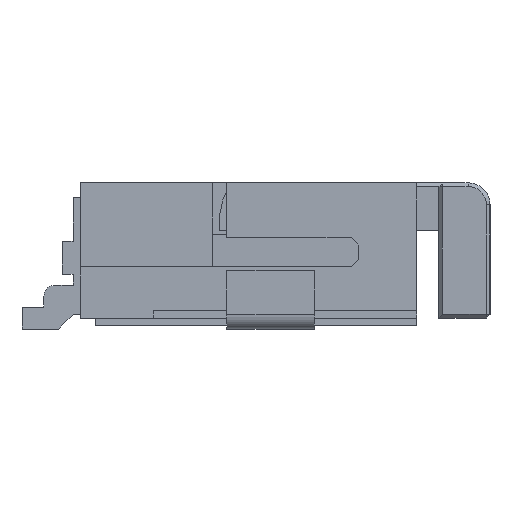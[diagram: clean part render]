
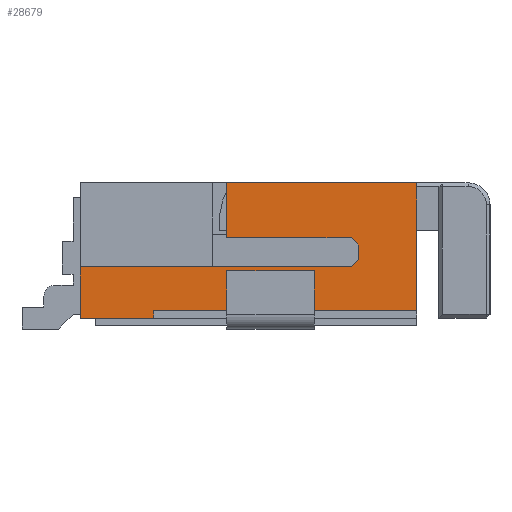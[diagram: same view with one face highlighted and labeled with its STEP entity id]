
A CAD part, left-side view. The second image highlights one B-rep face of the part: STEP entity #28679.
In plain terms, the highlighted planar face has unit normal (-1, 0, 0).
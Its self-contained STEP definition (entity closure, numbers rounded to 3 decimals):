
#717=FACE_OUTER_BOUND('',#2225,.T.);
#2225=EDGE_LOOP('',(#21352,#21353,#21354,#21355,#21356,#21357,#21358,#21359,
#21360,#21361,#21362,#21363));
#4880=LINE('',#41732,#8916);
#4885=LINE('',#41741,#8921);
#4889=LINE('',#41750,#8925);
#4893=LINE('',#41757,#8929);
#4894=LINE('',#41761,#8930);
#4897=LINE('',#41766,#8933);
#4899=LINE('',#41769,#8935);
#4900=LINE('',#41772,#8936);
#4902=LINE('',#41776,#8938);
#4929=LINE('',#41829,#8965);
#5112=LINE('',#42192,#9148);
#5113=LINE('',#42194,#9149);
#8916=VECTOR('',#33856,0.1);
#8921=VECTOR('',#33863,3.6);
#8925=VECTOR('',#33871,0.141);
#8929=VECTOR('',#33877,3.7);
#8930=VECTOR('',#33880,0.141);
#8933=VECTOR('',#33885,1.7);
#8935=VECTOR('',#33889,0.2);
#8936=VECTOR('',#33892,0.75);
#8938=VECTOR('',#33896,2.6);
#8965=VECTOR('',#33943,1.75);
#9148=VECTOR('',#34158,0.7);
#9149=VECTOR('',#34161,1.);
#12488=VERTEX_POINT('',#41728);
#12490=VERTEX_POINT('',#41731);
#12493=VERTEX_POINT('',#41739);
#12495=VERTEX_POINT('',#41747);
#12496=VERTEX_POINT('',#41749);
#12498=VERTEX_POINT('',#41755);
#12499=VERTEX_POINT('',#41759);
#12500=VERTEX_POINT('',#41760);
#12501=VERTEX_POINT('',#41765);
#12502=VERTEX_POINT('',#41771);
#12503=VERTEX_POINT('',#41775);
#12683=VERTEX_POINT('',#42190);
#15710=EDGE_CURVE('',#12490,#12488,#4880,.T.);
#15715=EDGE_CURVE('',#12488,#12493,#4885,.T.);
#15719=EDGE_CURVE('',#12495,#12496,#4889,.T.);
#15723=EDGE_CURVE('',#12498,#12495,#4893,.T.);
#15724=EDGE_CURVE('',#12499,#12500,#4894,.T.);
#15727=EDGE_CURVE('',#12500,#12501,#4897,.T.);
#15729=EDGE_CURVE('',#12496,#12499,#4899,.T.);
#15730=EDGE_CURVE('',#12501,#12502,#4900,.T.);
#15732=EDGE_CURVE('',#12502,#12503,#4902,.T.);
#15759=EDGE_CURVE('',#12493,#12503,#4929,.T.);
#15942=EDGE_CURVE('',#12683,#12498,#5112,.T.);
#15943=EDGE_CURVE('',#12683,#12490,#5113,.T.);
#21352=ORIENTED_EDGE('',*,*,#15759,.T.);
#21353=ORIENTED_EDGE('',*,*,#15732,.F.);
#21354=ORIENTED_EDGE('',*,*,#15730,.F.);
#21355=ORIENTED_EDGE('',*,*,#15727,.F.);
#21356=ORIENTED_EDGE('',*,*,#15724,.F.);
#21357=ORIENTED_EDGE('',*,*,#15729,.F.);
#21358=ORIENTED_EDGE('',*,*,#15719,.F.);
#21359=ORIENTED_EDGE('',*,*,#15723,.F.);
#21360=ORIENTED_EDGE('',*,*,#15942,.F.);
#21361=ORIENTED_EDGE('',*,*,#15943,.T.);
#21362=ORIENTED_EDGE('',*,*,#15710,.T.);
#21363=ORIENTED_EDGE('',*,*,#15715,.T.);
#26853=PLANE('',#30147);
#28679=ADVANCED_FACE('',(#717),#26853,.T.);
#30147=AXIS2_PLACEMENT_3D('',#42193,#34159,#34160);
#33856=DIRECTION('',(0.,0.,1.));
#33863=DIRECTION('',(0.,-1.,0.));
#33871=DIRECTION('',(0.,-0.707,0.707));
#33877=DIRECTION('',(0.,-1.,0.));
#33880=DIRECTION('',(0.,0.707,0.707));
#33885=DIRECTION('',(0.,1.,0.));
#33889=DIRECTION('',(0.,0.,1.));
#33892=DIRECTION('',(0.,0.,1.));
#33896=DIRECTION('',(0.,-1.,0.));
#33943=DIRECTION('',(0.,0.,1.));
#34158=DIRECTION('',(0.,0.,1.));
#34159=DIRECTION('center_axis',(-1.,0.,0.));
#34160=DIRECTION('ref_axis',(0.,0.,-1.));
#34161=DIRECTION('',(0.,-1.,0.));
#41728=CARTESIAN_POINT('',(-10.55,0.3,0.25));
#41731=CARTESIAN_POINT('',(-10.55,0.3,0.15));
#41732=CARTESIAN_POINT('',(-10.55,0.3,0.25));
#41739=CARTESIAN_POINT('',(-10.55,-3.3,0.25));
#41741=CARTESIAN_POINT('',(-10.55,1.3,0.25));
#41747=CARTESIAN_POINT('',(-10.55,-2.4,0.85));
#41749=CARTESIAN_POINT('',(-10.55,-2.5,0.95));
#41750=CARTESIAN_POINT('',(-10.55,-1.5,-0.05));
#41755=CARTESIAN_POINT('',(-10.55,1.3,0.85));
#41757=CARTESIAN_POINT('',(-10.55,1.3,0.85));
#41759=CARTESIAN_POINT('',(-10.55,-2.5,1.15));
#41760=CARTESIAN_POINT('',(-10.55,-2.4,1.25));
#41761=CARTESIAN_POINT('',(-10.55,-1.6,2.05));
#41765=CARTESIAN_POINT('',(-10.55,-0.7,1.25));
#41766=CARTESIAN_POINT('',(-10.55,-2.5,1.25));
#41769=CARTESIAN_POINT('',(-10.55,-2.5,0.85));
#41771=CARTESIAN_POINT('',(-10.55,-0.7,2.));
#41772=CARTESIAN_POINT('',(-10.55,-0.7,1.25));
#41775=CARTESIAN_POINT('',(-10.55,-3.3,2.));
#41776=CARTESIAN_POINT('',(-10.55,-0.7,2.));
#41829=CARTESIAN_POINT('',(-10.55,-3.3,0.962));
#42190=CARTESIAN_POINT('',(-10.55,1.3,0.15));
#42192=CARTESIAN_POINT('',(-10.55,1.3,0.25));
#42193=CARTESIAN_POINT('Origin',(-10.55,1.3,0.85));
#42194=CARTESIAN_POINT('',(-10.55,1.3,0.15));
